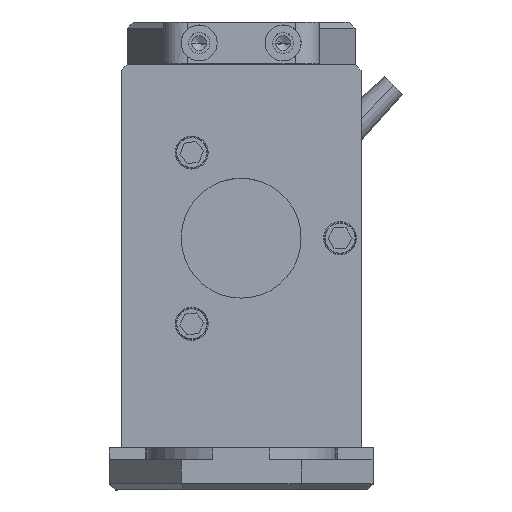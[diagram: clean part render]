
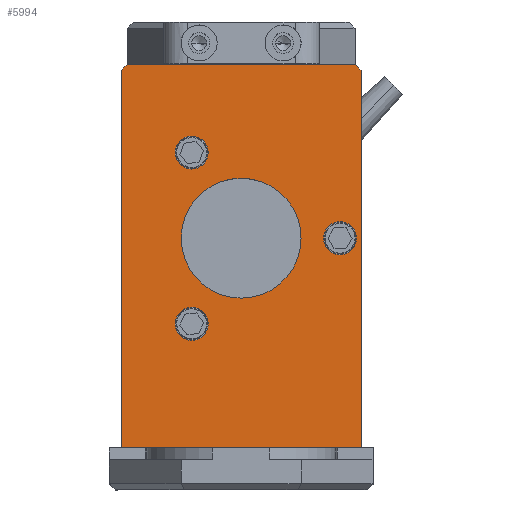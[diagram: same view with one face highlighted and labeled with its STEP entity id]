
A CAD part, top view. The second image highlights one B-rep face of the part: STEP entity #5994.
In plain terms, the highlighted face is planar.
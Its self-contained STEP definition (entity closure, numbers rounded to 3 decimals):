
#37 = CARTESIAN_POINT ( 'NONE',  ( 0., 6., -41. ) ) ;
#147 = LINE ( 'NONE', #5305, #10569 ) ;
#153 = CARTESIAN_POINT ( 'NONE',  ( 14.711, 6., -13.75 ) ) ;
#202 = CARTESIAN_POINT ( 'NONE',  ( 1., 6., -2. ) ) ;
#378 = DIRECTION ( 'NONE',  ( 0., 0., 1. ) ) ;
#428 = CARTESIAN_POINT ( 'NONE',  ( 43.289, 6., -13.75 ) ) ;
#520 = EDGE_CURVE ( 'NONE', #2556, #8611, #7200, .T. ) ;
#521 = EDGE_CURVE ( 'NONE', #4836, #5604, #3616, .T. ) ;
#522 = EDGE_CURVE ( 'NONE', #6867, #5719, #748, .T. ) ;
#525 = EDGE_LOOP ( 'NONE', ( #6263, #8934 ) ) ;
#541 = EDGE_CURVE ( 'NONE', #2054, #5719, #147, .T. ) ;
#543 = EDGE_CURVE ( 'NONE', #2330, #6695, #2133, .T. ) ;
#557 = EDGE_CURVE ( 'NONE', #6695, #4113, #10333, .T. ) ;
#597 = CIRCLE ( 'NONE', #10323, 10. ) ;
#615 = DIRECTION ( 'NONE',  ( 0., 1., 0. ) ) ;
#666 = CIRCLE ( 'NONE', #962, 2.75 ) ;
#748 = LINE ( 'NONE', #1856, #4699 ) ;
#767 = DIRECTION ( 'NONE',  ( 0., 1., 0. ) ) ;
#912 = CARTESIAN_POINT ( 'NONE',  ( 29., 6., -41.25 ) ) ;
#930 = EDGE_LOOP ( 'NONE', ( #9977, #8315 ) ) ;
#962 = AXIS2_PLACEMENT_3D ( 'NONE', #10266, #5512, #378 ) ;
#1020 = DIRECTION ( 'NONE',  ( 0.866, 0., -0.5 ) ) ;
#1319 = DIRECTION ( 'NONE',  ( -0.866, 0., -0.5 ) ) ;
#1334 = ORIENTED_EDGE ( 'NONE', *, *, #2893, .T. ) ;
#1366 = FACE_OUTER_BOUND ( 'NONE', #1372, .T. ) ;
#1372 = EDGE_LOOP ( 'NONE', ( #1334, #5555, #5304, #6091, #3750, #5502 ) ) ;
#1611 = FACE_BOUND ( 'NONE', #2369, .T. ) ;
#1785 = CARTESIAN_POINT ( 'NONE',  ( 29., 6., -22. ) ) ;
#1856 = CARTESIAN_POINT ( 'NONE',  ( 1., 6., -2. ) ) ;
#1898 = CARTESIAN_POINT ( 'NONE',  ( 64., 6., -42. ) ) ;
#2007 = CARTESIAN_POINT ( 'NONE',  ( 64., 6., -2. ) ) ;
#2054 = VERTEX_POINT ( 'NONE', #2007 ) ;
#2133 = LINE ( 'NONE', #1898, #6375 ) ;
#2244 = VERTEX_POINT ( 'NONE', #2368 ) ;
#2330 = VERTEX_POINT ( 'NONE', #5962 ) ;
#2353 = AXIS2_PLACEMENT_3D ( 'NONE', #5739, #615, #6563 ) ;
#2368 = CARTESIAN_POINT ( 'NONE',  ( 43.289, 6., -11. ) ) ;
#2369 = EDGE_LOOP ( 'NONE', ( #4426, #8587 ) ) ;
#2439 = VERTEX_POINT ( 'NONE', #8273 ) ;
#2556 = VERTEX_POINT ( 'NONE', #4449 ) ;
#2645 = DIRECTION ( 'NONE',  ( 0., 0., 1. ) ) ;
#2730 = DIRECTION ( 'NONE',  ( 0., 1., 0. ) ) ;
#2789 = EDGE_CURVE ( 'NONE', #2439, #5410, #597, .T. ) ;
#2819 = CARTESIAN_POINT ( 'NONE',  ( 0., 6., 0. ) ) ;
#2832 = EDGE_CURVE ( 'NONE', #5410, #2439, #3873, .T. ) ;
#2872 = AXIS2_PLACEMENT_3D ( 'NONE', #7719, #2730, #8509 ) ;
#2893 = EDGE_CURVE ( 'NONE', #4113, #6867, #9789, .T. ) ;
#2983 = CARTESIAN_POINT ( 'NONE',  ( 64., 6., 0. ) ) ;
#3052 = AXIS2_PLACEMENT_3D ( 'NONE', #153, #6075, #1020 ) ;
#3085 = AXIS2_PLACEMENT_3D ( 'NONE', #1785, #7649, #2645 ) ;
#3213 = VERTEX_POINT ( 'NONE', #5892 ) ;
#3616 = CIRCLE ( 'NONE', #2872, 2.75 ) ;
#3677 = FACE_BOUND ( 'NONE', #8585, .T. ) ;
#3689 = CARTESIAN_POINT ( 'NONE',  ( 1., 6., -42. ) ) ;
#3719 = DIRECTION ( 'NONE',  ( 0., 0., 1. ) ) ;
#3750 = ORIENTED_EDGE ( 'NONE', *, *, #543, .T. ) ;
#3819 = CIRCLE ( 'NONE', #4480, 2.75 ) ;
#3873 = CIRCLE ( 'NONE', #3085, 10. ) ;
#3941 = CIRCLE ( 'NONE', #7014, 2.75 ) ;
#4113 = VERTEX_POINT ( 'NONE', #37 ) ;
#4293 = CARTESIAN_POINT ( 'NONE',  ( 29., 6., -22. ) ) ;
#4426 = ORIENTED_EDGE ( 'NONE', *, *, #520, .F. ) ;
#4449 = CARTESIAN_POINT ( 'NONE',  ( 14.711, 6., -11. ) ) ;
#4450 = FACE_BOUND ( 'NONE', #930, .T. ) ;
#4480 = AXIS2_PLACEMENT_3D ( 'NONE', #428, #6363, #1319 ) ;
#4699 = VECTOR ( 'NONE', #8470, 1000. ) ;
#4836 = VERTEX_POINT ( 'NONE', #7572 ) ;
#4861 = DIRECTION ( 'NONE',  ( 0., 0., -1. ) ) ;
#5055 = CARTESIAN_POINT ( 'NONE',  ( 14.711, 6., -16.5 ) ) ;
#5114 = DIRECTION ( 'NONE',  ( 0., 0., 1. ) ) ;
#5291 = VECTOR ( 'NONE', #3719, 1000. ) ;
#5304 = ORIENTED_EDGE ( 'NONE', *, *, #541, .F. ) ;
#5305 = CARTESIAN_POINT ( 'NONE',  ( 64., 6., -2. ) ) ;
#5410 = VERTEX_POINT ( 'NONE', #9684 ) ;
#5502 = ORIENTED_EDGE ( 'NONE', *, *, #557, .T. ) ;
#5512 = DIRECTION ( 'NONE',  ( 0., 1., 0. ) ) ;
#5555 = ORIENTED_EDGE ( 'NONE', *, *, #522, .T. ) ;
#5604 = VERTEX_POINT ( 'NONE', #912 ) ;
#5719 = VERTEX_POINT ( 'NONE', #202 ) ;
#5739 = CARTESIAN_POINT ( 'NONE',  ( 43.289, 6., -13.75 ) ) ;
#5854 = CARTESIAN_POINT ( 'NONE',  ( 14.711, 6., -13.75 ) ) ;
#5892 = CARTESIAN_POINT ( 'NONE',  ( 43.289, 6., -16.5 ) ) ;
#5962 = CARTESIAN_POINT ( 'NONE',  ( 64., 6., -42. ) ) ;
#5989 = VECTOR ( 'NONE', #10274, 1000. ) ;
#5994 = ADVANCED_FACE ( 'NONE', ( #4450, #1611, #10092, #3677, #1366 ), #8879, .F. ) ;
#6075 = DIRECTION ( 'NONE',  ( 0., 1., 0. ) ) ;
#6091 = ORIENTED_EDGE ( 'NONE', *, *, #8146, .T. ) ;
#6108 = VECTOR ( 'NONE', #6979, 1000. ) ;
#6114 = DIRECTION ( 'NONE',  ( -1., 0., 0. ) ) ;
#6137 = CARTESIAN_POINT ( 'NONE',  ( 1., 6., -42. ) ) ;
#6263 = ORIENTED_EDGE ( 'NONE', *, *, #521, .F. ) ;
#6363 = DIRECTION ( 'NONE',  ( 0., 1., 0. ) ) ;
#6375 = VECTOR ( 'NONE', #6114, 1000. ) ;
#6563 = DIRECTION ( 'NONE',  ( -0.866, 0., -0.5 ) ) ;
#6685 = DIRECTION ( 'NONE',  ( 0.866, 0., -0.5 ) ) ;
#6695 = VERTEX_POINT ( 'NONE', #6137 ) ;
#6856 = AXIS2_PLACEMENT_3D ( 'NONE', #8088, #9665, #4861 ) ;
#6867 = VERTEX_POINT ( 'NONE', #9506 ) ;
#6979 = DIRECTION ( 'NONE',  ( -0.707, 0., 0.707 ) ) ;
#7014 = AXIS2_PLACEMENT_3D ( 'NONE', #5854, #767, #6685 ) ;
#7200 = CIRCLE ( 'NONE', #3052, 2.75 ) ;
#7572 = CARTESIAN_POINT ( 'NONE',  ( 29., 6., -35.75 ) ) ;
#7649 = DIRECTION ( 'NONE',  ( 0., 1., 0. ) ) ;
#7719 = CARTESIAN_POINT ( 'NONE',  ( 29., 6., -38.5 ) ) ;
#7783 = CIRCLE ( 'NONE', #2353, 2.75 ) ;
#7871 = EDGE_CURVE ( 'NONE', #3213, #2244, #7783, .T. ) ;
#8088 = CARTESIAN_POINT ( 'NONE',  ( 0., 6., -44. ) ) ;
#8146 = EDGE_CURVE ( 'NONE', #2054, #2330, #8390, .T. ) ;
#8164 = EDGE_CURVE ( 'NONE', #2244, #3213, #3819, .T. ) ;
#8273 = CARTESIAN_POINT ( 'NONE',  ( 29., 6., -32. ) ) ;
#8315 = ORIENTED_EDGE ( 'NONE', *, *, #7871, .F. ) ;
#8390 = LINE ( 'NONE', #2983, #5989 ) ;
#8470 = DIRECTION ( 'NONE',  ( 0.707, 0., 0.707 ) ) ;
#8509 = DIRECTION ( 'NONE',  ( 0., 0., 1. ) ) ;
#8533 = EDGE_CURVE ( 'NONE', #8611, #2556, #3941, .T. ) ;
#8585 = EDGE_LOOP ( 'NONE', ( #8770, #9393 ) ) ;
#8587 = ORIENTED_EDGE ( 'NONE', *, *, #8533, .F. ) ;
#8611 = VERTEX_POINT ( 'NONE', #5055 ) ;
#8770 = ORIENTED_EDGE ( 'NONE', *, *, #2832, .F. ) ;
#8879 = PLANE ( 'NONE',  #6856 ) ;
#8934 = ORIENTED_EDGE ( 'NONE', *, *, #9266, .F. ) ;
#9266 = EDGE_CURVE ( 'NONE', #5604, #4836, #666, .T. ) ;
#9393 = ORIENTED_EDGE ( 'NONE', *, *, #2789, .F. ) ;
#9506 = CARTESIAN_POINT ( 'NONE',  ( 0., 6., -3. ) ) ;
#9665 = DIRECTION ( 'NONE',  ( 0., -1., 0. ) ) ;
#9684 = CARTESIAN_POINT ( 'NONE',  ( 29., 6., -12. ) ) ;
#9789 = LINE ( 'NONE', #2819, #5291 ) ;
#9911 = DIRECTION ( 'NONE',  ( 0., 1., 0. ) ) ;
#9977 = ORIENTED_EDGE ( 'NONE', *, *, #8164, .F. ) ;
#10085 = DIRECTION ( 'NONE',  ( -1., 0., 0. ) ) ;
#10092 = FACE_BOUND ( 'NONE', #525, .T. ) ;
#10266 = CARTESIAN_POINT ( 'NONE',  ( 29., 6., -38.5 ) ) ;
#10274 = DIRECTION ( 'NONE',  ( 0., 0., -1. ) ) ;
#10323 = AXIS2_PLACEMENT_3D ( 'NONE', #4293, #9911, #5114 ) ;
#10333 = LINE ( 'NONE', #3689, #6108 ) ;
#10569 = VECTOR ( 'NONE', #10085, 1000. ) ;
